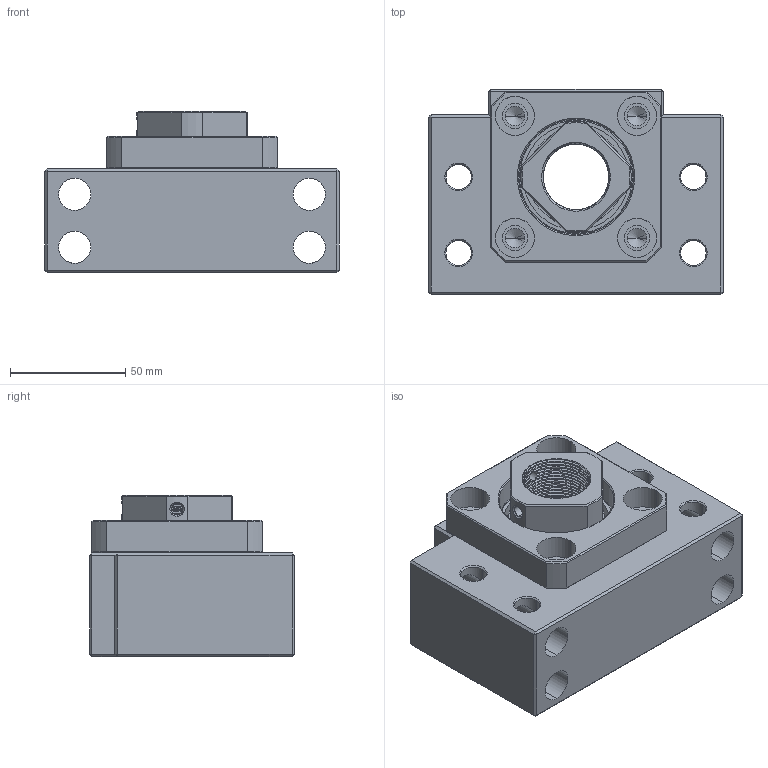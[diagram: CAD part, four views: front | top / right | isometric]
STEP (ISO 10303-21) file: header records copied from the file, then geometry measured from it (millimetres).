
FILE_DESCRIPTION (( 'STEP AP203' ), '1' );
FILE_NAME ('BK30²Õ¦X.STEP', '2010-07-02T00:26:32', ( '' ), ( '' ), 'SwSTEP 2.0', 'SolidWorks 2008', '' );
FILE_SCHEMA (( 'CONFIG_CONTROL_DESIGN' ));
Length unit declared in the file: millimetre
Products named in the file (1): BK30組合
Bounding box: 128 x 89 x 70 mm (x, y, z)
Volume: 411517.2 mm3; surface area: 130537 mm2
Topology: 37 solids, 37 shells, 493 faces, 1254 edges, 719 vertices
Faces by surface type: cylinder 161, bspline 154, plane 103, cone 75
Entity records: 26720 total; most frequent: CARTESIAN_POINT 16221, ORIENTED_EDGE 2284, DIRECTION 2034, EDGE_CURVE 1142, AXIS2_PLACEMENT_3D 841, VERTEX_POINT 719, EDGE_LOOP 555, CIRCLE 501
